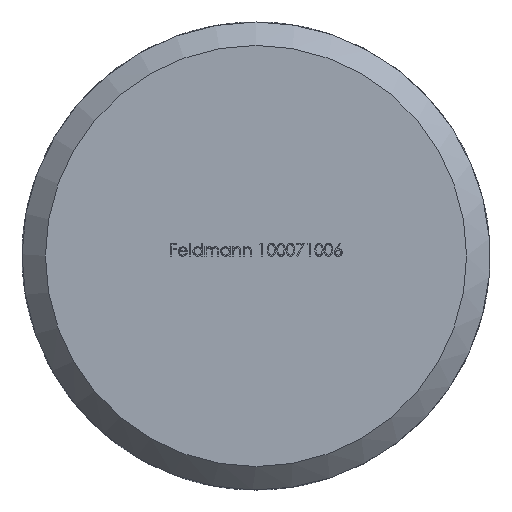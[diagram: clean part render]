
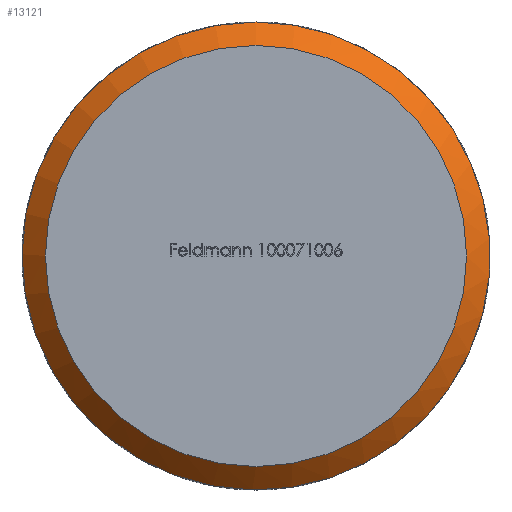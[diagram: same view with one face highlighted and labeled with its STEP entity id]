
A CAD part, front view. The second image highlights one B-rep face of the part: STEP entity #13121.
In plain terms, the highlighted conical face has half-angle 45 degrees and reference radius 10 mm.
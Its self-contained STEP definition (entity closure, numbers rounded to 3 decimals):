
#429 = ORIENTED_EDGE ( 'NONE', *, *, #4386, .F. ) ;
#3344 = DIRECTION ( 'NONE',  ( 0., 1., 0. ) ) ;
#3922 = ORIENTED_EDGE ( 'NONE', *, *, #11249, .F. ) ;
#4386 = EDGE_CURVE ( 'NONE', #15093, #15093, #9508, .T. ) ;
#4657 = CARTESIAN_POINT ( 'NONE',  ( 0., 1., 10. ) ) ;
#4833 = CIRCLE ( 'NONE', #7243, 9. ) ;
#6469 = CONICAL_SURFACE ( 'NONE', #10372, 10., 0.785 ) ;
#7243 = AXIS2_PLACEMENT_3D ( 'NONE', #13390, #8340, #10982 ) ;
#7997 = DIRECTION ( 'NONE',  ( 0., 0., 1. ) ) ;
#8340 = DIRECTION ( 'NONE',  ( 0., -1., 0. ) ) ;
#8803 = EDGE_LOOP ( 'NONE', ( #3922 ) ) ;
#9128 = EDGE_LOOP ( 'NONE', ( #429 ) ) ;
#9231 = DIRECTION ( 'NONE',  ( 0., 0., 1. ) ) ;
#9380 = CARTESIAN_POINT ( 'NONE',  ( 0., 0., 9. ) ) ;
#9508 = CIRCLE ( 'NONE', #13563, 10. ) ;
#10372 = AXIS2_PLACEMENT_3D ( 'NONE', #13827, #3344, #7997 ) ;
#10982 = DIRECTION ( 'NONE',  ( 0., 0., 1. ) ) ;
#11249 = EDGE_CURVE ( 'NONE', #13979, #13979, #4833, .T. ) ;
#11391 = FACE_OUTER_BOUND ( 'NONE', #9128, .T. ) ;
#12787 = DIRECTION ( 'NONE',  ( 0., 1., 0. ) ) ;
#13121 = ADVANCED_FACE ( 'NONE', ( #13223, #11391 ), #6469, .T. ) ;
#13223 = FACE_BOUND ( 'NONE', #8803, .T. ) ;
#13390 = CARTESIAN_POINT ( 'NONE',  ( 0., 0., 0. ) ) ;
#13563 = AXIS2_PLACEMENT_3D ( 'NONE', #15001, #12787, #9231 ) ;
#13827 = CARTESIAN_POINT ( 'NONE',  ( 0., 1., 0. ) ) ;
#13979 = VERTEX_POINT ( 'NONE', #9380 ) ;
#15001 = CARTESIAN_POINT ( 'NONE',  ( 0., 1., 0. ) ) ;
#15093 = VERTEX_POINT ( 'NONE', #4657 ) ;
